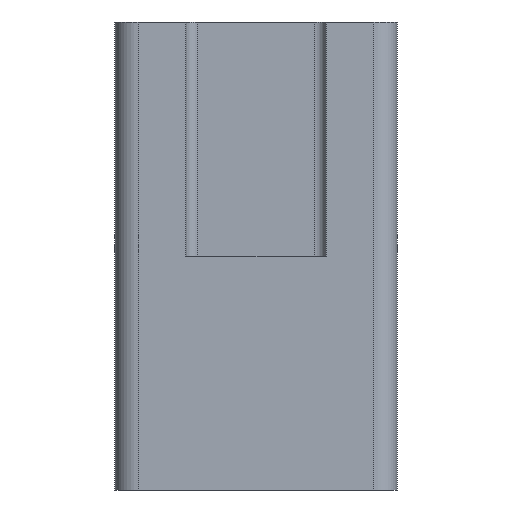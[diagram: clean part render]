
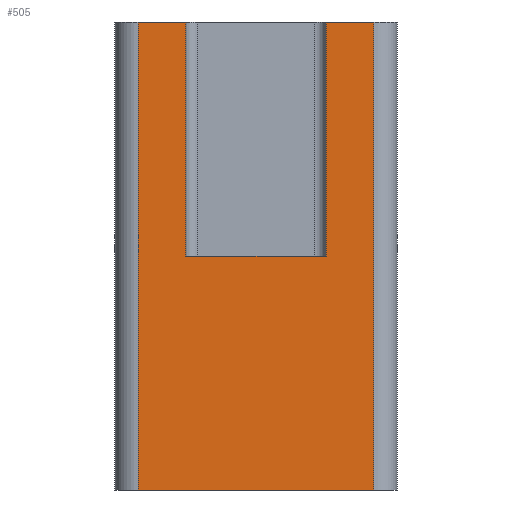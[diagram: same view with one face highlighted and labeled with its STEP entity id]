
A CAD part, front view. The second image highlights one B-rep face of the part: STEP entity #505.
In plain terms, the highlighted planar face has unit normal (0, -1, 0).
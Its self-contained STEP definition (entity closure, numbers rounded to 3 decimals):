
#24=PLANE('',#557);
#47=FACE_OUTER_BOUND('',#75,.T.);
#75=EDGE_LOOP('',(#389,#390,#391,#392,#393,#394,#395,#396));
#102=LINE('',#752,#158);
#108=LINE('',#771,#164);
#110=LINE('',#776,#166);
#112=LINE('',#780,#168);
#124=LINE('',#810,#180);
#125=LINE('',#811,#181);
#126=LINE('',#813,#182);
#127=LINE('',#814,#183);
#158=VECTOR('',#602,10.);
#164=VECTOR('',#620,10.);
#166=VECTOR('',#626,10.);
#168=VECTOR('',#628,10.);
#180=VECTOR('',#648,10.);
#181=VECTOR('',#649,10.);
#182=VECTOR('',#650,10.);
#183=VECTOR('',#651,10.);
#231=VERTEX_POINT('',#749);
#232=VERTEX_POINT('',#751);
#238=VERTEX_POINT('',#768);
#239=VERTEX_POINT('',#770);
#241=VERTEX_POINT('',#777);
#242=VERTEX_POINT('',#779);
#256=VERTEX_POINT('',#809);
#257=VERTEX_POINT('',#812);
#280=EDGE_CURVE('',#232,#231,#102,.T.);
#289=EDGE_CURVE('',#238,#239,#108,.T.);
#292=EDGE_CURVE('',#239,#231,#110,.T.);
#294=EDGE_CURVE('',#241,#242,#112,.T.);
#309=EDGE_CURVE('',#256,#238,#124,.T.);
#310=EDGE_CURVE('',#242,#256,#125,.T.);
#311=EDGE_CURVE('',#241,#257,#126,.T.);
#312=EDGE_CURVE('',#257,#232,#127,.T.);
#389=ORIENTED_EDGE('',*,*,#289,.F.);
#390=ORIENTED_EDGE('',*,*,#309,.F.);
#391=ORIENTED_EDGE('',*,*,#310,.F.);
#392=ORIENTED_EDGE('',*,*,#294,.F.);
#393=ORIENTED_EDGE('',*,*,#311,.T.);
#394=ORIENTED_EDGE('',*,*,#312,.T.);
#395=ORIENTED_EDGE('',*,*,#280,.T.);
#396=ORIENTED_EDGE('',*,*,#292,.F.);
#505=ADVANCED_FACE('',(#47),#24,.F.);
#557=AXIS2_PLACEMENT_3D('',#808,#646,#647);
#602=DIRECTION('',(0.,0.,1.));
#620=DIRECTION('',(0.,0.,1.));
#626=DIRECTION('',(1.,0.,0.));
#628=DIRECTION('',(1.,0.,0.));
#646=DIRECTION('center_axis',(0.,1.,0.));
#647=DIRECTION('ref_axis',(1.,0.,0.));
#648=DIRECTION('',(-1.,0.,0.));
#649=DIRECTION('',(0.,0.,-1.));
#650=DIRECTION('',(0.,0.,-1.));
#651=DIRECTION('',(-1.,0.,0.));
#749=CARTESIAN_POINT('',(15.8,0.,0.));
#751=CARTESIAN_POINT('',(15.8,0.,-20.));
#752=CARTESIAN_POINT('',(15.8,0.,-10.));
#768=CARTESIAN_POINT('',(11.737,0.,-40.));
#770=CARTESIAN_POINT('',(11.737,0.,0.));
#771=CARTESIAN_POINT('',(11.737,0.,-10.));
#776=CARTESIAN_POINT('',(0.,0.,0.));
#777=CARTESIAN_POINT('',(27.8,0.,0.));
#779=CARTESIAN_POINT('',(31.863,0.,0.));
#780=CARTESIAN_POINT('',(0.,0.,0.));
#808=CARTESIAN_POINT('Origin',(21.8,0.,-20.));
#809=CARTESIAN_POINT('',(31.863,0.,-40.));
#810=CARTESIAN_POINT('',(43.6,0.,-40.));
#811=CARTESIAN_POINT('',(31.863,0.,-10.));
#812=CARTESIAN_POINT('',(27.8,0.,-20.));
#813=CARTESIAN_POINT('',(27.8,0.,-10.));
#814=CARTESIAN_POINT('',(21.8,0.,-20.));
